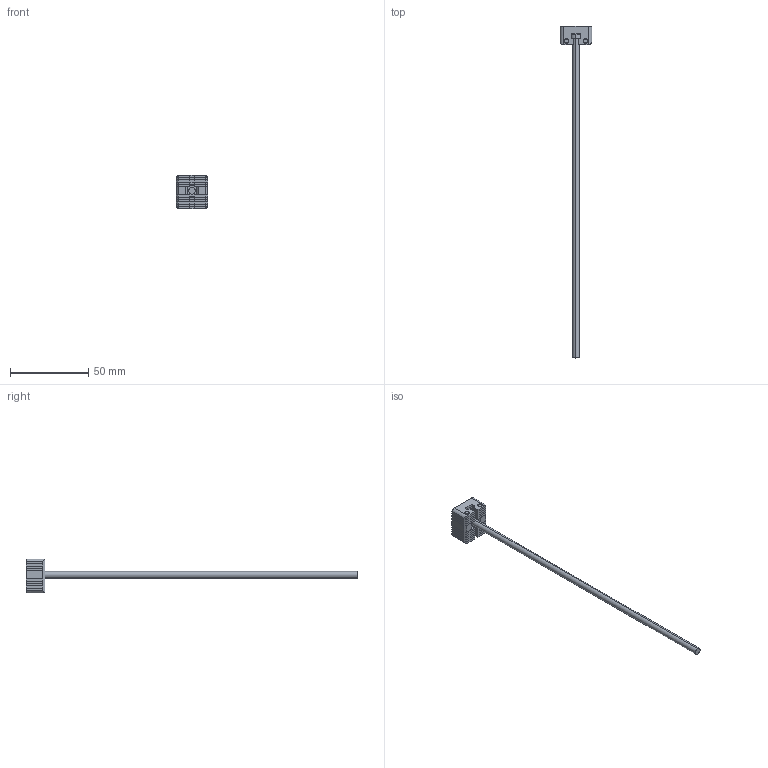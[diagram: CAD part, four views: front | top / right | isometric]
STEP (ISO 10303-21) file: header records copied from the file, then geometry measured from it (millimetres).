
FILE_DESCRIPTION (( 'STEP AP203' ), '1' );
FILE_NAME ('df44.STEP', '2023-01-11T09:04:34', ( '' ), ( '' ), 'SwSTEP 2.0', 'SolidWorks 2019', '' );
FILE_SCHEMA (( 'CONFIG_CONTROL_DESIGN' ));
Length unit declared in the file: millimetre
Products named in the file (6): Pin_20 20afc1544171e26c8c54e3b4dea5ab7c; df44; Lamela 20afc1544171e26c8c54e3b4dea5ab7c; Lamela_Radius 20afc1544171e26c8c54e3b4dea5ab7c; Lamellar_Gas_Vent_ISGL20C 20afc1544171e26c8c54e3b4dea5ab7c; Bolt 20afc1544171e26c8c54e3b4dea5ab7c
Assembly tree (13 placements, depth 2):
  df44
    Lamellar_Gas_Vent_ISGL20C 20afc1544171e26c8c54e3b4dea5ab7c
    Bolt 20afc1544171e26c8c54e3b4dea5ab7c
    Lamela 20afc1544171e26c8c54e3b4dea5ab7c  x7
    Lamela_Radius 20afc1544171e26c8c54e3b4dea5ab7c  x2
    Pin_20 20afc1544171e26c8c54e3b4dea5ab7c  x2
Bounding box: 20 x 212 x 21.48 mm (x, y, z)
Volume: 7385.9 mm3; surface area: 10062.8 mm2
Topology: 15 solids, 15 shells, 318 faces, 849 edges, 562 vertices
Faces by surface type: plane 195, cylinder 111, cone 12
Entity records: 4539 total; most frequent: DIRECTION 667, CARTESIAN_POINT 649, ORIENTED_EDGE 614, EDGE_CURVE 307, AXIS2_PLACEMENT_3D 228, LINE 211, VECTOR 211, VERTEX_POINT 202
